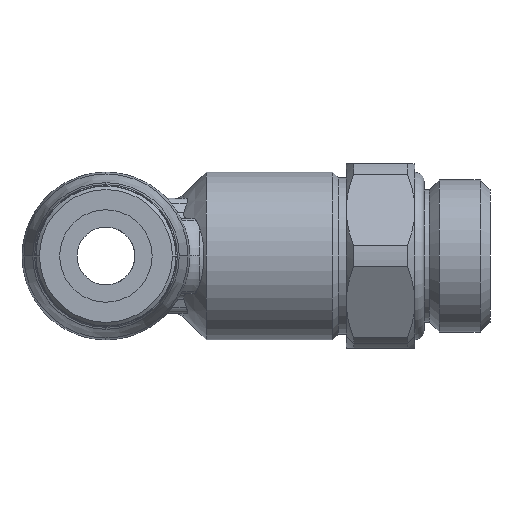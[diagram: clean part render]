
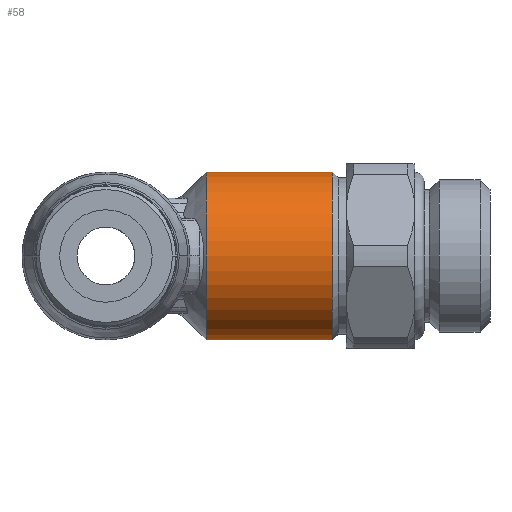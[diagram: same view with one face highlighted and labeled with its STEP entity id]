
A CAD part, left-side view. The second image highlights one B-rep face of the part: STEP entity #58.
In plain terms, the highlighted cylindrical face has radius 7.265 mm (diameter 14.53 mm), a partial arc.
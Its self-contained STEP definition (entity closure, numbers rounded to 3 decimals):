
#58=ADVANCED_FACE('',(#271),#272,.T.);
#271=FACE_OUTER_BOUND('',#686,.T.);
#272=CYLINDRICAL_SURFACE('',#687,7.265);
#686=EDGE_LOOP('',(#1197,#1198,#1199,#1200));
#687=AXIS2_PLACEMENT_3D('',#1201,#1202,#1203);
#1197=ORIENTED_EDGE('',*,*,#2792,.F.);
#1198=ORIENTED_EDGE('',*,*,#2793,.T.);
#1199=ORIENTED_EDGE('',*,*,#2794,.F.);
#1200=ORIENTED_EDGE('',*,*,#2795,.T.);
#1201=CARTESIAN_POINT('',(0.,-11.603,0.));
#1202=DIRECTION('',(0.,-1.0,0.));
#1203=DIRECTION('',(0.,0.,1.0));
#2792=EDGE_CURVE('',#3384,#3385,#3386,.T.);
#2793=EDGE_CURVE('',#3384,#3387,#3388,.T.);
#2794=EDGE_CURVE('',#3389,#3387,#3390,.T.);
#2795=EDGE_CURVE('',#3389,#3385,#3391,.T.);
#3384=VERTEX_POINT('',#4589);
#3385=VERTEX_POINT('',#4590);
#3386=LINE('',#4591,#4592);
#3387=VERTEX_POINT('',#4593);
#3388=CIRCLE('',#4594,7.265);
#3389=VERTEX_POINT('',#4595);
#3390=LINE('',#4596,#4597);
#3391=CIRCLE('',#4598,7.265);
#4589=CARTESIAN_POINT('',(0.,-8.67,7.265));
#4590=CARTESIAN_POINT('',(0.,-19.6,7.265));
#4591=CARTESIAN_POINT('',(0.,-11.603,7.265));
#4592=VECTOR('',#6594,1.0);
#4593=CARTESIAN_POINT('',(0.,-8.67,-7.265));
#4594=AXIS2_PLACEMENT_3D('',#6595,#6596,#6597);
#4595=CARTESIAN_POINT('',(0.,-19.6,-7.265));
#4596=CARTESIAN_POINT('',(0.,-11.603,-7.265));
#4597=VECTOR('',#6598,1.0);
#4598=AXIS2_PLACEMENT_3D('',#6599,#6600,#6601);
#6594=DIRECTION('',(0.,-1.0,0.));
#6595=CARTESIAN_POINT('',(0.,-8.67,0.));
#6596=DIRECTION('',(0.,-1.0,0.));
#6597=DIRECTION('',(0.,0.,1.0));
#6598=DIRECTION('',(0.,1.0,0.));
#6599=CARTESIAN_POINT('',(0.,-19.6,0.));
#6600=DIRECTION('',(0.,1.0,0.));
#6601=DIRECTION('',(0.,0.,-1.0));
